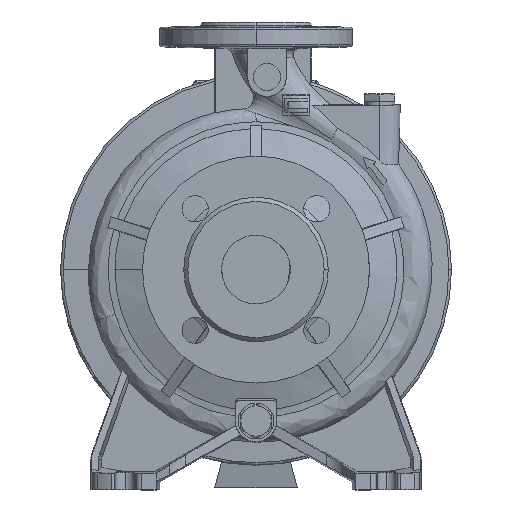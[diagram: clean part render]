
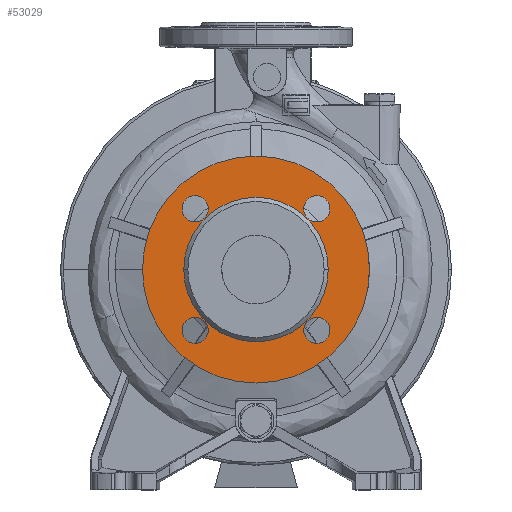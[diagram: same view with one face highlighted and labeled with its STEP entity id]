
A CAD part, top view. The second image highlights one B-rep face of the part: STEP entity #53029.
In plain terms, the highlighted planar face has unit normal (0, 0, 1).
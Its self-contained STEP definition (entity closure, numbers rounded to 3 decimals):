
#205 = VERTEX_POINT ( 'NONE', #66010 ) ;
#1813 = DIRECTION ( 'NONE',  ( 1., 0., 0. ) ) ;
#2676 = CARTESIAN_POINT ( 'NONE',  ( 0., 0., 77. ) ) ;
#2896 = DIRECTION ( 'NONE',  ( -1., 0., 0. ) ) ;
#3188 = CARTESIAN_POINT ( 'NONE',  ( -44.194, 34.694, 77. ) ) ;
#3191 = CIRCLE ( 'NONE', #61081, 52.5 ) ;
#5046 = EDGE_LOOP ( 'NONE', ( #63801, #49824 ) ) ;
#5553 = CIRCLE ( 'NONE', #59532, 9.5 ) ;
#8006 = VERTEX_POINT ( 'NONE', #57571 ) ;
#8055 = CARTESIAN_POINT ( 'NONE',  ( 44.194, -44.194, 77. ) ) ;
#9353 = CARTESIAN_POINT ( 'NONE',  ( -44.194, -44.194, 77. ) ) ;
#11009 = CARTESIAN_POINT ( 'NONE',  ( -53.694, -44.194, 77. ) ) ;
#11091 = CARTESIAN_POINT ( 'NONE',  ( 52.5, 0., 77. ) ) ;
#11977 = CARTESIAN_POINT ( 'NONE',  ( -44.194, -44.194, 77. ) ) ;
#12211 = PLANE ( 'NONE',  #74929 ) ;
#12796 = CARTESIAN_POINT ( 'NONE',  ( 0., 52.5, 77. ) ) ;
#13910 = VERTEX_POINT ( 'NONE', #25424 ) ;
#15186 = ORIENTED_EDGE ( 'NONE', *, *, #74255, .F. ) ;
#15341 = DIRECTION ( 'NONE',  ( 0., 1., 0. ) ) ;
#15741 = EDGE_CURVE ( 'NONE', #55403, #105025, #44379, .T. ) ;
#17795 = CIRCLE ( 'NONE', #27465, 82.5 ) ;
#19534 = EDGE_CURVE ( 'NONE', #42890, #13910, #71739, .T. ) ;
#21549 = DIRECTION ( 'NONE',  ( 1., 0., 0. ) ) ;
#22455 = DIRECTION ( 'NONE',  ( -1., 0., 0. ) ) ;
#23670 = DIRECTION ( 'NONE',  ( 0., 0., -1. ) ) ;
#24329 = VERTEX_POINT ( 'NONE', #113365 ) ;
#25303 = CARTESIAN_POINT ( 'NONE',  ( 0., 0., 77. ) ) ;
#25424 = CARTESIAN_POINT ( 'NONE',  ( -52.5, 0., 77. ) ) ;
#25489 = EDGE_LOOP ( 'NONE', ( #115293, #110863 ) ) ;
#26936 = ORIENTED_EDGE ( 'NONE', *, *, #32086, .F. ) ;
#27465 = AXIS2_PLACEMENT_3D ( 'NONE', #25303, #27663, #55439 ) ;
#27663 = DIRECTION ( 'NONE',  ( 0., 0., -1. ) ) ;
#27823 = DIRECTION ( 'NONE',  ( 0., 0., 1. ) ) ;
#31499 = CARTESIAN_POINT ( 'NONE',  ( 44.194, -53.694, 77. ) ) ;
#32086 = EDGE_CURVE ( 'NONE', #8006, #87929, #78888, .T. ) ;
#32221 = CARTESIAN_POINT ( 'NONE',  ( 34.694, 44.194, 77. ) ) ;
#32328 = CARTESIAN_POINT ( 'NONE',  ( -82.5, 0., 77. ) ) ;
#34032 = DIRECTION ( 'NONE',  ( 0., -1., 0. ) ) ;
#34040 = CARTESIAN_POINT ( 'NONE',  ( 0., 0., 77. ) ) ;
#34721 = AXIS2_PLACEMENT_3D ( 'NONE', #52653, #27823, #46548 ) ;
#35804 = DIRECTION ( 'NONE',  ( 0., 0., 1. ) ) ;
#36961 = AXIS2_PLACEMENT_3D ( 'NONE', #113629, #94902, #1813 ) ;
#38894 = DIRECTION ( 'NONE',  ( -1., 0., 0. ) ) ;
#38917 = DIRECTION ( 'NONE',  ( 0., 0., 1. ) ) ;
#39507 = DIRECTION ( 'NONE',  ( 1., 0., 0. ) ) ;
#41311 = CARTESIAN_POINT ( 'NONE',  ( 44.194, -44.194, 77. ) ) ;
#41670 = ORIENTED_EDGE ( 'NONE', *, *, #57297, .F. ) ;
#41772 = FACE_OUTER_BOUND ( 'NONE', #5046, .T. ) ;
#42890 = VERTEX_POINT ( 'NONE', #11091 ) ;
#42978 = ORIENTED_EDGE ( 'NONE', *, *, #110296, .F. ) ;
#44379 = CIRCLE ( 'NONE', #34721, 9.5 ) ;
#45247 = VERTEX_POINT ( 'NONE', #31499 ) ;
#45337 = DIRECTION ( 'NONE',  ( -1., 0., 0. ) ) ;
#45792 = CIRCLE ( 'NONE', #113362, 9.5 ) ;
#46548 = DIRECTION ( 'NONE',  ( 0., 1., 0. ) ) ;
#48336 = AXIS2_PLACEMENT_3D ( 'NONE', #9353, #83079, #38894 ) ;
#49824 = ORIENTED_EDGE ( 'NONE', *, *, #54511, .F. ) ;
#50408 = CARTESIAN_POINT ( 'NONE',  ( -44.194, 44.194, 77. ) ) ;
#50993 = DIRECTION ( 'NONE',  ( 0., 0., 1. ) ) ;
#52505 = EDGE_LOOP ( 'NONE', ( #15186, #68075 ) ) ;
#52600 = EDGE_CURVE ( 'NONE', #24329, #45247, #5553, .T. ) ;
#52653 = CARTESIAN_POINT ( 'NONE',  ( -44.194, 44.194, 77. ) ) ;
#53029 = ADVANCED_FACE ( 'NONE', ( #105270, #67764, #95612, #95017, #67146, #41772 ), #12211, .F. ) ;
#53406 = EDGE_LOOP ( 'NONE', ( #74288, #84315 ) ) ;
#53864 = EDGE_CURVE ( 'NONE', #205, #57353, #45792, .T. ) ;
#54511 = EDGE_CURVE ( 'NONE', #106800, #91187, #113455, .T. ) ;
#55403 = VERTEX_POINT ( 'NONE', #60680 ) ;
#55439 = DIRECTION ( 'NONE',  ( -1., 0., 0. ) ) ;
#57297 = EDGE_CURVE ( 'NONE', #105025, #55403, #93581, .T. ) ;
#57353 = VERTEX_POINT ( 'NONE', #32221 ) ;
#57571 = CARTESIAN_POINT ( 'NONE',  ( -34.694, -44.194, 77. ) ) ;
#58003 = CIRCLE ( 'NONE', #48336, 9.5 ) ;
#59532 = AXIS2_PLACEMENT_3D ( 'NONE', #8055, #35804, #34032 ) ;
#60680 = CARTESIAN_POINT ( 'NONE',  ( -44.194, 53.694, 77. ) ) ;
#61081 = AXIS2_PLACEMENT_3D ( 'NONE', #2676, #38917, #39507 ) ;
#63801 = ORIENTED_EDGE ( 'NONE', *, *, #84348, .F. ) ;
#66010 = CARTESIAN_POINT ( 'NONE',  ( 53.694, 44.194, 77. ) ) ;
#67146 = FACE_BOUND ( 'NONE', #52505, .T. ) ;
#67764 = FACE_BOUND ( 'NONE', #93305, .T. ) ;
#68075 = ORIENTED_EDGE ( 'NONE', *, *, #19534, .F. ) ;
#68624 = DIRECTION ( 'NONE',  ( 0., 0., 1. ) ) ;
#68838 = EDGE_CURVE ( 'NONE', #57353, #205, #87517, .T. ) ;
#70403 = AXIS2_PLACEMENT_3D ( 'NONE', #50408, #88457, #15341 ) ;
#71739 = CIRCLE ( 'NONE', #36961, 52.5 ) ;
#74255 = EDGE_CURVE ( 'NONE', #13910, #42890, #3191, .T. ) ;
#74288 = ORIENTED_EDGE ( 'NONE', *, *, #77249, .F. ) ;
#74929 = AXIS2_PLACEMENT_3D ( 'NONE', #12796, #23670, #22455 ) ;
#77249 = EDGE_CURVE ( 'NONE', #45247, #24329, #105517, .T. ) ;
#78888 = CIRCLE ( 'NONE', #86658, 9.5 ) ;
#80656 = AXIS2_PLACEMENT_3D ( 'NONE', #34040, #116319, #45337 ) ;
#80869 = CARTESIAN_POINT ( 'NONE',  ( 82.5, 0., 77. ) ) ;
#83079 = DIRECTION ( 'NONE',  ( 0., 0., 1. ) ) ;
#84315 = ORIENTED_EDGE ( 'NONE', *, *, #52600, .F. ) ;
#84348 = EDGE_CURVE ( 'NONE', #91187, #106800, #17795, .T. ) ;
#85685 = DIRECTION ( 'NONE',  ( 0., 0., 1. ) ) ;
#86658 = AXIS2_PLACEMENT_3D ( 'NONE', #11977, #85685, #2896 ) ;
#87517 = CIRCLE ( 'NONE', #91321, 9.5 ) ;
#87929 = VERTEX_POINT ( 'NONE', #11009 ) ;
#88457 = DIRECTION ( 'NONE',  ( 0., 0., 1. ) ) ;
#91187 = VERTEX_POINT ( 'NONE', #80869 ) ;
#91321 = AXIS2_PLACEMENT_3D ( 'NONE', #115830, #107317, #106144 ) ;
#92735 = EDGE_LOOP ( 'NONE', ( #95404, #41670 ) ) ;
#93305 = EDGE_LOOP ( 'NONE', ( #42978, #26936 ) ) ;
#93581 = CIRCLE ( 'NONE', #70403, 9.5 ) ;
#94902 = DIRECTION ( 'NONE',  ( 0., 0., 1. ) ) ;
#95017 = FACE_BOUND ( 'NONE', #25489, .T. ) ;
#95404 = ORIENTED_EDGE ( 'NONE', *, *, #15741, .F. ) ;
#95612 = FACE_BOUND ( 'NONE', #92735, .T. ) ;
#103598 = AXIS2_PLACEMENT_3D ( 'NONE', #41311, #50993, #109411 ) ;
#105025 = VERTEX_POINT ( 'NONE', #3188 ) ;
#105270 = FACE_BOUND ( 'NONE', #53406, .T. ) ;
#105517 = CIRCLE ( 'NONE', #103598, 9.5 ) ;
#106144 = DIRECTION ( 'NONE',  ( 1., 0., 0. ) ) ;
#106766 = CARTESIAN_POINT ( 'NONE',  ( 44.194, 44.194, 77. ) ) ;
#106800 = VERTEX_POINT ( 'NONE', #32328 ) ;
#107317 = DIRECTION ( 'NONE',  ( 0., 0., 1. ) ) ;
#109411 = DIRECTION ( 'NONE',  ( 0., -1., 0. ) ) ;
#110296 = EDGE_CURVE ( 'NONE', #87929, #8006, #58003, .T. ) ;
#110863 = ORIENTED_EDGE ( 'NONE', *, *, #68838, .F. ) ;
#113362 = AXIS2_PLACEMENT_3D ( 'NONE', #106766, #68624, #21549 ) ;
#113365 = CARTESIAN_POINT ( 'NONE',  ( 44.194, -34.694, 77. ) ) ;
#113455 = CIRCLE ( 'NONE', #80656, 82.5 ) ;
#113629 = CARTESIAN_POINT ( 'NONE',  ( 0., 0., 77. ) ) ;
#115293 = ORIENTED_EDGE ( 'NONE', *, *, #53864, .F. ) ;
#115830 = CARTESIAN_POINT ( 'NONE',  ( 44.194, 44.194, 77. ) ) ;
#116319 = DIRECTION ( 'NONE',  ( 0., 0., -1. ) ) ;
